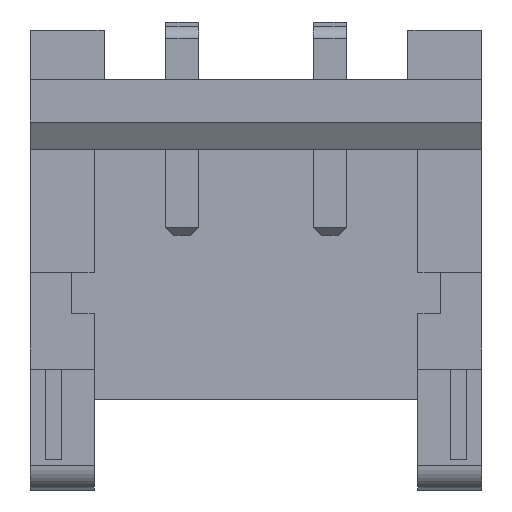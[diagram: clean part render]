
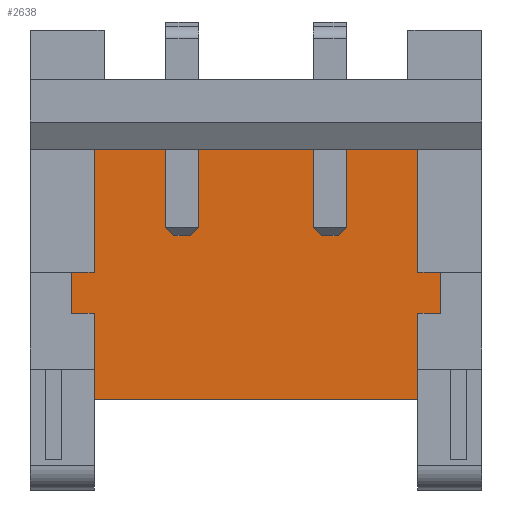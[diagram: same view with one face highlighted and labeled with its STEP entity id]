
A CAD part, top view. The second image highlights one B-rep face of the part: STEP entity #2638.
In plain terms, the highlighted planar face has unit normal (0, 0, 1).
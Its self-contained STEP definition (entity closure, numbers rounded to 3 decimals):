
#105=FACE_OUTER_BOUND('',#242,.T.);
#242=EDGE_LOOP('',(#2003,#2004,#2005,#2006,#2007,#2008,#2009,#2010,#2011,
#2012,#2013,#2014,#2015,#2016,#2017,#2018,#2019,#2020,#2021,#2022,#2023,
#2024,#2025,#2026,#2027,#2028,#2029,#2030));
#319=LINE('',#3548,#672);
#323=LINE('',#3557,#676);
#328=LINE('',#3565,#681);
#330=LINE('',#3571,#683);
#334=LINE('',#3580,#687);
#339=LINE('',#3588,#692);
#342=LINE('',#3596,#695);
#346=LINE('',#3604,#699);
#356=LINE('',#3624,#709);
#515=LINE('',#3952,#868);
#518=LINE('',#3958,#871);
#521=LINE('',#3963,#874);
#523=LINE('',#3967,#876);
#525=LINE('',#3971,#878);
#527=LINE('',#3976,#880);
#530=LINE('',#3981,#883);
#531=LINE('',#3983,#884);
#534=LINE('',#3989,#887);
#537=LINE('',#3995,#890);
#538=LINE('',#3997,#891);
#539=LINE('',#3999,#892);
#540=LINE('',#4000,#893);
#541=LINE('',#4001,#894);
#542=LINE('',#4003,#895);
#543=LINE('',#4004,#896);
#544=LINE('',#4005,#897);
#545=LINE('',#4006,#898);
#546=LINE('',#4007,#899);
#672=VECTOR('',#2886,10.);
#676=VECTOR('',#2892,10.);
#681=VECTOR('',#2901,1.);
#683=VECTOR('',#2905,10.);
#687=VECTOR('',#2911,10.);
#692=VECTOR('',#2920,1.);
#695=VECTOR('',#2925,1.);
#699=VECTOR('',#2929,1.);
#709=VECTOR('',#2939,1.);
#868=VECTOR('',#3192,1.);
#871=VECTOR('',#3197,1.);
#874=VECTOR('',#3202,1.);
#876=VECTOR('',#3206,1.);
#878=VECTOR('',#3210,1.);
#880=VECTOR('',#3214,1.);
#883=VECTOR('',#3219,1.);
#884=VECTOR('',#3222,1.);
#887=VECTOR('',#3227,1.);
#890=VECTOR('',#3232,1.);
#891=VECTOR('',#3235,1.);
#892=VECTOR('',#3236,1.);
#893=VECTOR('',#3237,1.);
#894=VECTOR('',#3238,1.);
#895=VECTOR('',#3239,1.);
#896=VECTOR('',#3240,1.);
#897=VECTOR('',#3241,1.);
#898=VECTOR('',#3242,1.);
#899=VECTOR('',#3243,1.);
#1025=VERTEX_POINT('',#3545);
#1026=VERTEX_POINT('',#3547);
#1029=VERTEX_POINT('',#3554);
#1030=VERTEX_POINT('',#3556);
#1033=VERTEX_POINT('',#3568);
#1034=VERTEX_POINT('',#3570);
#1037=VERTEX_POINT('',#3577);
#1038=VERTEX_POINT('',#3579);
#1042=VERTEX_POINT('',#3593);
#1043=VERTEX_POINT('',#3595);
#1046=VERTEX_POINT('',#3601);
#1047=VERTEX_POINT('',#3603);
#1056=VERTEX_POINT('',#3621);
#1057=VERTEX_POINT('',#3623);
#1178=VERTEX_POINT('',#3949);
#1179=VERTEX_POINT('',#3951);
#1180=VERTEX_POINT('',#3955);
#1181=VERTEX_POINT('',#3957);
#1182=VERTEX_POINT('',#3961);
#1183=VERTEX_POINT('',#3965);
#1184=VERTEX_POINT('',#3969);
#1185=VERTEX_POINT('',#3973);
#1186=VERTEX_POINT('',#3975);
#1187=VERTEX_POINT('',#3979);
#1189=VERTEX_POINT('',#3987);
#1190=VERTEX_POINT('',#3991);
#1192=VERTEX_POINT('',#3998);
#1193=VERTEX_POINT('',#4002);
#1271=EDGE_CURVE('',#1025,#1026,#319,.F.);
#1275=EDGE_CURVE('',#1029,#1030,#323,.F.);
#1280=EDGE_CURVE('',#1030,#1025,#328,.T.);
#1282=EDGE_CURVE('',#1033,#1034,#330,.F.);
#1286=EDGE_CURVE('',#1037,#1038,#334,.F.);
#1291=EDGE_CURVE('',#1038,#1033,#339,.T.);
#1294=EDGE_CURVE('',#1042,#1043,#342,.T.);
#1298=EDGE_CURVE('',#1046,#1047,#346,.T.);
#1308=EDGE_CURVE('',#1056,#1057,#356,.T.);
#1475=EDGE_CURVE('',#1178,#1179,#515,.T.);
#1478=EDGE_CURVE('',#1180,#1181,#518,.T.);
#1481=EDGE_CURVE('',#1182,#1180,#521,.T.);
#1483=EDGE_CURVE('',#1183,#1182,#523,.T.);
#1485=EDGE_CURVE('',#1184,#1183,#525,.T.);
#1487=EDGE_CURVE('',#1185,#1186,#527,.T.);
#1490=EDGE_CURVE('',#1187,#1185,#530,.T.);
#1491=EDGE_CURVE('',#1179,#1187,#531,.T.);
#1494=EDGE_CURVE('',#1189,#1178,#534,.T.);
#1497=EDGE_CURVE('',#1181,#1190,#537,.T.);
#1498=EDGE_CURVE('',#1057,#1037,#538,.T.);
#1499=EDGE_CURVE('',#1056,#1192,#539,.T.);
#1500=EDGE_CURVE('',#1192,#1190,#540,.T.);
#1501=EDGE_CURVE('',#1186,#1184,#541,.T.);
#1502=EDGE_CURVE('',#1189,#1193,#542,.T.);
#1503=EDGE_CURVE('',#1193,#1047,#543,.T.);
#1504=EDGE_CURVE('',#1026,#1046,#544,.T.);
#1505=EDGE_CURVE('',#1043,#1029,#545,.T.);
#1506=EDGE_CURVE('',#1034,#1042,#546,.T.);
#2003=ORIENTED_EDGE('',*,*,#1498,.F.);
#2004=ORIENTED_EDGE('',*,*,#1308,.F.);
#2005=ORIENTED_EDGE('',*,*,#1499,.T.);
#2006=ORIENTED_EDGE('',*,*,#1500,.T.);
#2007=ORIENTED_EDGE('',*,*,#1497,.F.);
#2008=ORIENTED_EDGE('',*,*,#1478,.F.);
#2009=ORIENTED_EDGE('',*,*,#1481,.F.);
#2010=ORIENTED_EDGE('',*,*,#1483,.F.);
#2011=ORIENTED_EDGE('',*,*,#1485,.F.);
#2012=ORIENTED_EDGE('',*,*,#1501,.F.);
#2013=ORIENTED_EDGE('',*,*,#1487,.F.);
#2014=ORIENTED_EDGE('',*,*,#1490,.F.);
#2015=ORIENTED_EDGE('',*,*,#1491,.F.);
#2016=ORIENTED_EDGE('',*,*,#1475,.F.);
#2017=ORIENTED_EDGE('',*,*,#1494,.F.);
#2018=ORIENTED_EDGE('',*,*,#1502,.T.);
#2019=ORIENTED_EDGE('',*,*,#1503,.T.);
#2020=ORIENTED_EDGE('',*,*,#1298,.F.);
#2021=ORIENTED_EDGE('',*,*,#1504,.F.);
#2022=ORIENTED_EDGE('',*,*,#1271,.F.);
#2023=ORIENTED_EDGE('',*,*,#1280,.F.);
#2024=ORIENTED_EDGE('',*,*,#1275,.F.);
#2025=ORIENTED_EDGE('',*,*,#1505,.F.);
#2026=ORIENTED_EDGE('',*,*,#1294,.F.);
#2027=ORIENTED_EDGE('',*,*,#1506,.F.);
#2028=ORIENTED_EDGE('',*,*,#1282,.F.);
#2029=ORIENTED_EDGE('',*,*,#1291,.F.);
#2030=ORIENTED_EDGE('',*,*,#1286,.F.);
#2442=PLANE('',#2793);
#2638=ADVANCED_FACE('',(#105),#2442,.T.);
#2793=AXIS2_PLACEMENT_3D('',#3996,#3233,#3234);
#2886=DIRECTION('',(-0.707,-0.707,0.));
#2892=DIRECTION('',(-0.707,0.707,0.));
#2901=DIRECTION('',(1.,0.,0.));
#2905=DIRECTION('',(-0.707,-0.707,0.));
#2911=DIRECTION('',(-0.707,0.707,0.));
#2920=DIRECTION('',(1.,0.,0.));
#2925=DIRECTION('',(1.,0.,0.));
#2929=DIRECTION('',(1.,0.,0.));
#2939=DIRECTION('',(1.,0.,0.));
#3192=DIRECTION('',(1.,0.,0.));
#3197=DIRECTION('',(1.,0.,0.));
#3202=DIRECTION('',(0.,1.,0.));
#3206=DIRECTION('',(-1.,0.,0.));
#3210=DIRECTION('',(0.,1.,0.));
#3214=DIRECTION('',(0.,-1.,0.));
#3219=DIRECTION('',(-1.,0.,0.));
#3222=DIRECTION('',(0.,-1.,0.));
#3227=DIRECTION('',(0.,-1.,0.));
#3232=DIRECTION('',(0.,1.,0.));
#3233=DIRECTION('center_axis',(0.,0.,1.));
#3234=DIRECTION('ref_axis',(1.,0.,0.));
#3235=DIRECTION('',(0.,-1.,0.));
#3236=DIRECTION('',(0.,-1.,0.));
#3237=DIRECTION('',(1.,0.,0.));
#3238=DIRECTION('',(-1.,0.,0.));
#3239=DIRECTION('',(1.,0.,0.));
#3240=DIRECTION('',(0.,1.,0.));
#3241=DIRECTION('',(0.,1.,0.));
#3242=DIRECTION('',(0.,-1.,0.));
#3243=DIRECTION('',(0.,1.,0.));
#3545=CARTESIAN_POINT('',(1.,-0.195,0.25));
#3547=CARTESIAN_POINT('',(1.1,-0.095,0.25));
#3548=CARTESIAN_POINT('',(-0.38,-1.575,0.25));
#3554=CARTESIAN_POINT('',(0.7,-0.095,0.25));
#3556=CARTESIAN_POINT('',(0.8,-0.195,0.25));
#3557=CARTESIAN_POINT('',(1.73,-1.125,0.25));
#3565=CARTESIAN_POINT('',(0.7,-0.195,0.25));
#3568=CARTESIAN_POINT('',(-0.8,-0.195,0.25));
#3570=CARTESIAN_POINT('',(-0.7,-0.095,0.25));
#3571=CARTESIAN_POINT('',(-1.73,-1.125,0.25));
#3577=CARTESIAN_POINT('',(-1.1,-0.095,0.25));
#3579=CARTESIAN_POINT('',(-1.,-0.195,0.25));
#3580=CARTESIAN_POINT('',(0.38,-1.575,0.25));
#3588=CARTESIAN_POINT('',(-1.1,-0.195,0.25));
#3593=CARTESIAN_POINT('',(-0.7,0.855,0.25));
#3595=CARTESIAN_POINT('',(0.7,0.855,0.25));
#3596=CARTESIAN_POINT('',(1.97,0.855,0.25));
#3601=CARTESIAN_POINT('',(1.1,0.855,0.25));
#3603=CARTESIAN_POINT('',(2.33,0.855,0.25));
#3604=CARTESIAN_POINT('',(1.97,0.855,0.25));
#3621=CARTESIAN_POINT('',(-2.33,0.855,0.25));
#3623=CARTESIAN_POINT('',(-1.1,0.855,0.25));
#3624=CARTESIAN_POINT('',(1.97,0.855,0.25));
#3949=CARTESIAN_POINT('',(1.97,-0.645,0.25));
#3951=CARTESIAN_POINT('',(2.25,-0.645,0.25));
#3952=CARTESIAN_POINT('',(2.25,-0.645,0.25));
#3955=CARTESIAN_POINT('',(-2.25,-0.645,0.25));
#3957=CARTESIAN_POINT('',(-1.97,-0.645,0.25));
#3958=CARTESIAN_POINT('',(-1.97,-0.645,0.25));
#3961=CARTESIAN_POINT('',(-2.25,-1.145,0.25));
#3963=CARTESIAN_POINT('',(-2.25,-0.645,0.25));
#3965=CARTESIAN_POINT('',(-1.97,-1.145,0.25));
#3967=CARTESIAN_POINT('',(-2.25,-1.145,0.25));
#3969=CARTESIAN_POINT('',(-1.97,-2.195,0.25));
#3971=CARTESIAN_POINT('',(-1.97,-1.145,0.25));
#3973=CARTESIAN_POINT('',(1.97,-1.145,0.25));
#3975=CARTESIAN_POINT('',(1.97,-2.195,0.25));
#3976=CARTESIAN_POINT('',(1.97,-2.195,0.25));
#3979=CARTESIAN_POINT('',(2.25,-1.145,0.25));
#3981=CARTESIAN_POINT('',(1.97,-1.145,0.25));
#3983=CARTESIAN_POINT('',(2.25,-1.145,0.25));
#3987=CARTESIAN_POINT('',(1.97,-0.485,0.25));
#3989=CARTESIAN_POINT('',(1.97,-0.645,0.25));
#3991=CARTESIAN_POINT('',(-1.97,-0.485,0.25));
#3995=CARTESIAN_POINT('',(-1.97,0.855,0.25));
#3996=CARTESIAN_POINT('Origin',(0.,-4.815,0.25));
#3997=CARTESIAN_POINT('',(-1.1,0.855,0.25));
#3998=CARTESIAN_POINT('',(-2.33,-0.485,0.25));
#3999=CARTESIAN_POINT('',(-2.33,-0.485,0.25));
#4000=CARTESIAN_POINT('',(-1.82,-0.485,0.25));
#4001=CARTESIAN_POINT('',(-1.97,-2.195,0.25));
#4002=CARTESIAN_POINT('',(2.33,-0.485,0.25));
#4003=CARTESIAN_POINT('',(2.33,-0.485,0.25));
#4004=CARTESIAN_POINT('',(2.33,0.855,0.25));
#4005=CARTESIAN_POINT('',(1.1,-0.195,0.25));
#4006=CARTESIAN_POINT('',(0.7,0.855,0.25));
#4007=CARTESIAN_POINT('',(-0.7,-0.195,0.25));
